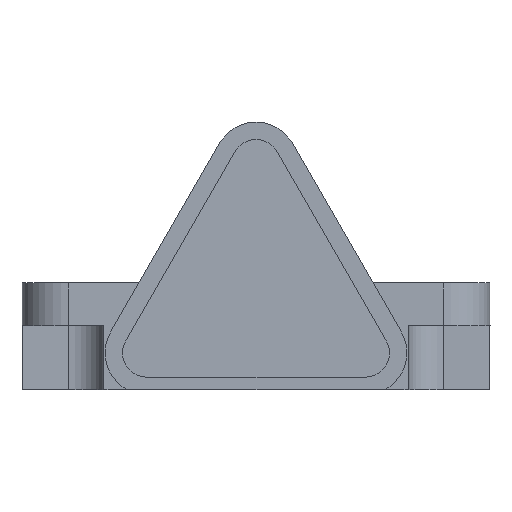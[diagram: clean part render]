
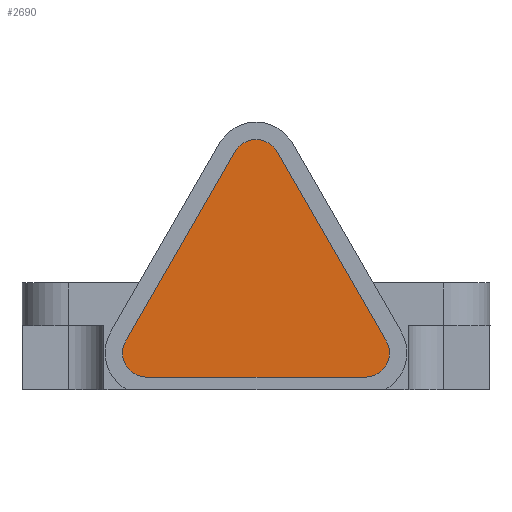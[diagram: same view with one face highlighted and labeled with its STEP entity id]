
A CAD part, front view. The second image highlights one B-rep face of the part: STEP entity #2690.
In plain terms, the highlighted planar face has unit normal (0, -1, 0).
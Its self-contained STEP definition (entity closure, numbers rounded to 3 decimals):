
#131 = LINE ( 'NONE', #3348, #285 ) ;
#178 = EDGE_CURVE ( 'NONE', #933, #539, #131, .T. ) ;
#254 = EDGE_LOOP ( 'NONE', ( #3141, #630, #934, #2788, #1015, #2837 ) ) ;
#274 = CARTESIAN_POINT ( 'NONE',  ( 0., -22., 10.18 ) ) ;
#285 = VECTOR ( 'NONE', #2664, 1000. ) ;
#316 = VERTEX_POINT ( 'NONE', #2141 ) ;
#354 = CARTESIAN_POINT ( 'NONE',  ( -1.793, -22., 11.215 ) ) ;
#390 = CARTESIAN_POINT ( 'NONE',  ( -1.793, -22., 11.215 ) ) ;
#430 = DIRECTION ( 'NONE',  ( -0.5, 0., -0.866 ) ) ;
#534 = CARTESIAN_POINT ( 'NONE',  ( -9.33, -22., -5.98 ) ) ;
#539 = VERTEX_POINT ( 'NONE', #1823 ) ;
#540 = DIRECTION ( 'NONE',  ( 0., -1., 0. ) ) ;
#614 = LINE ( 'NONE', #1584, #1175 ) ;
#630 = ORIENTED_EDGE ( 'NONE', *, *, #723, .T. ) ;
#723 = EDGE_CURVE ( 'NONE', #2553, #316, #614, .T. ) ;
#799 = VERTEX_POINT ( 'NONE', #390 ) ;
#862 = AXIS2_PLACEMENT_3D ( 'NONE', #3159, #540, #2168 ) ;
#869 = EDGE_CURVE ( 'NONE', #895, #933, #1653, .T. ) ;
#895 = VERTEX_POINT ( 'NONE', #2550 ) ;
#931 = DIRECTION ( 'NONE',  ( 0., -1., 0. ) ) ;
#933 = VERTEX_POINT ( 'NONE', #3168 ) ;
#934 = ORIENTED_EDGE ( 'NONE', *, *, #1847, .T. ) ;
#1015 = ORIENTED_EDGE ( 'NONE', *, *, #869, .T. ) ;
#1099 = CARTESIAN_POINT ( 'NONE',  ( 9.33, -22., -5.98 ) ) ;
#1175 = VECTOR ( 'NONE', #2882, 1000. ) ;
#1189 = FACE_OUTER_BOUND ( 'NONE', #254, .T. ) ;
#1545 = PLANE ( 'NONE',  #862 ) ;
#1584 = CARTESIAN_POINT ( 'NONE',  ( 11.123, -22., -4.945 ) ) ;
#1593 = VECTOR ( 'NONE', #430, 1000. ) ;
#1653 = CIRCLE ( 'NONE', #3350, 2.07 ) ;
#1775 = DIRECTION ( 'NONE',  ( 0., -1., 0. ) ) ;
#1823 = CARTESIAN_POINT ( 'NONE',  ( 9.33, -22., -8.05 ) ) ;
#1847 = EDGE_CURVE ( 'NONE', #316, #799, #2603, .T. ) ;
#1919 = DIRECTION ( 'NONE',  ( 0., 0., -1. ) ) ;
#1957 = LINE ( 'NONE', #354, #1593 ) ;
#2141 = CARTESIAN_POINT ( 'NONE',  ( 1.793, -22., 11.215 ) ) ;
#2168 = DIRECTION ( 'NONE',  ( 0., 0., -1. ) ) ;
#2385 = DIRECTION ( 'NONE',  ( 0., 0., -1. ) ) ;
#2550 = CARTESIAN_POINT ( 'NONE',  ( -11.123, -22., -4.945 ) ) ;
#2553 = VERTEX_POINT ( 'NONE', #3151 ) ;
#2603 = CIRCLE ( 'NONE', #3361, 2.07 ) ;
#2606 = DIRECTION ( 'NONE',  ( 0., -1., 0. ) ) ;
#2664 = DIRECTION ( 'NONE',  ( 1., 0., 0. ) ) ;
#2690 = ADVANCED_FACE ( 'NONE', ( #1189 ), #1545, .T. ) ;
#2788 = ORIENTED_EDGE ( 'NONE', *, *, #3531, .T. ) ;
#2837 = ORIENTED_EDGE ( 'NONE', *, *, #178, .T. ) ;
#2882 = DIRECTION ( 'NONE',  ( -0.5, 0., 0.866 ) ) ;
#3141 = ORIENTED_EDGE ( 'NONE', *, *, #4116, .T. ) ;
#3151 = CARTESIAN_POINT ( 'NONE',  ( 11.123, -22., -4.945 ) ) ;
#3159 = CARTESIAN_POINT ( 'NONE',  ( 9.33, -22., -5.98 ) ) ;
#3168 = CARTESIAN_POINT ( 'NONE',  ( -9.33, -22., -8.05 ) ) ;
#3348 = CARTESIAN_POINT ( 'NONE',  ( -9.33, -22., -8.05 ) ) ;
#3350 = AXIS2_PLACEMENT_3D ( 'NONE', #534, #931, #4097 ) ;
#3361 = AXIS2_PLACEMENT_3D ( 'NONE', #274, #2606, #1919 ) ;
#3531 = EDGE_CURVE ( 'NONE', #799, #895, #1957, .T. ) ;
#3985 = AXIS2_PLACEMENT_3D ( 'NONE', #1099, #1775, #2385 ) ;
#4097 = DIRECTION ( 'NONE',  ( 0., 0., -1. ) ) ;
#4116 = EDGE_CURVE ( 'NONE', #539, #2553, #4187, .T. ) ;
#4187 = CIRCLE ( 'NONE', #3985, 2.07 ) ;
